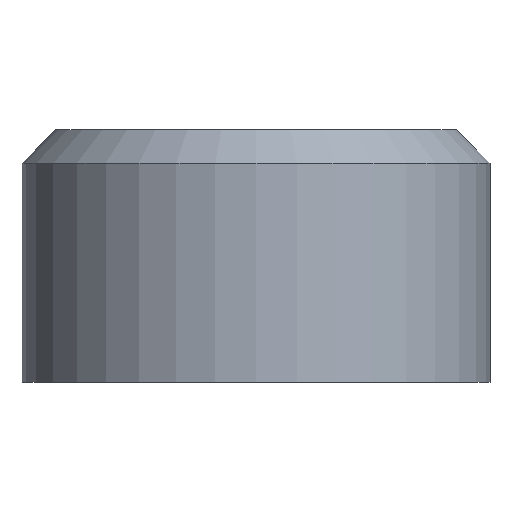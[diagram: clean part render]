
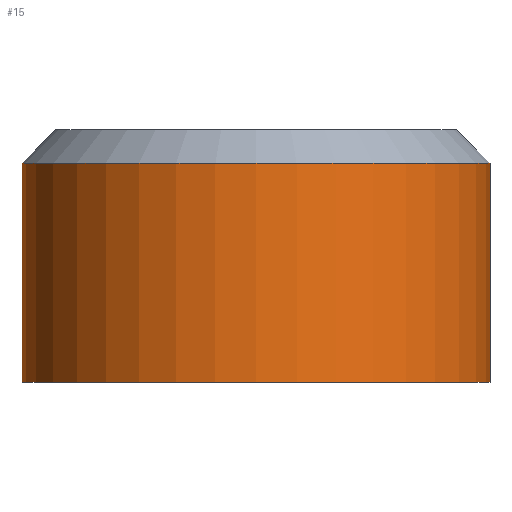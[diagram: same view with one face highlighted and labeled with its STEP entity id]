
A CAD part, front view. The second image highlights one B-rep face of the part: STEP entity #15.
In plain terms, the highlighted cylindrical face has radius 9.25 mm (diameter 18.5 mm), a partial arc.
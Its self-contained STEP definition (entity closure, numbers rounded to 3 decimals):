
#2 = EDGE_LOOP ( 'NONE', ( #17, #18, #86, #78 ) ) ;
#9 = EDGE_CURVE ( 'NONE', #43, #150, #114, .T. ) ;
#14 = VERTEX_POINT ( 'NONE', #208 ) ;
#15 = ADVANCED_FACE ( 'NONE', ( #207 ), #204, .T. ) ;
#17 = ORIENTED_EDGE ( 'NONE', *, *, #41, .F. ) ;
#18 = ORIENTED_EDGE ( 'NONE', *, *, #118, .T. ) ;
#41 = EDGE_CURVE ( 'NONE', #44, #14, #196, .T. ) ;
#43 = VERTEX_POINT ( 'NONE', #255 ) ;
#44 = VERTEX_POINT ( 'NONE', #234 ) ;
#78 = ORIENTED_EDGE ( 'NONE', *, *, #119, .F. ) ;
#86 = ORIENTED_EDGE ( 'NONE', *, *, #9, .T. ) ;
#111 = DIRECTION ( 'NONE',  ( 0., 0., 1. ) ) ;
#112 = VECTOR ( 'NONE', #111, 1000. ) ;
#113 = CARTESIAN_POINT ( 'NONE',  ( 9.25, 0., 0. ) ) ;
#114 = LINE ( 'NONE', #113, #112 ) ;
#118 = EDGE_CURVE ( 'NONE', #44, #43, #334, .T. ) ;
#119 = EDGE_CURVE ( 'NONE', #14, #150, #347, .T. ) ;
#150 = VERTEX_POINT ( 'NONE', #327 ) ;
#193 = DIRECTION ( 'NONE',  ( 0., 0., 1. ) ) ;
#194 = VECTOR ( 'NONE', #193, 1000. ) ;
#195 = CARTESIAN_POINT ( 'NONE',  ( -9.25, 0., 0. ) ) ;
#196 = LINE ( 'NONE', #195, #194 ) ;
#201 = DIRECTION ( 'NONE',  ( 1., 0., 0. ) ) ;
#202 = DIRECTION ( 'NONE',  ( 0., 0., 1. ) ) ;
#203 = AXIS2_PLACEMENT_3D ( 'NONE', #206, #202, #201 ) ;
#204 = CYLINDRICAL_SURFACE ( 'NONE', #203, 9.25 ) ;
#206 = CARTESIAN_POINT ( 'NONE',  ( 0., 0., 0. ) ) ;
#207 = FACE_OUTER_BOUND ( 'NONE', #2, .T. ) ;
#208 = CARTESIAN_POINT ( 'NONE',  ( -9.25, 0., -1.336 ) ) ;
#234 = CARTESIAN_POINT ( 'NONE',  ( -9.25, 0., -10. ) ) ;
#255 = CARTESIAN_POINT ( 'NONE',  ( 9.25, 0., -10. ) ) ;
#327 = CARTESIAN_POINT ( 'NONE',  ( 9.25, 0., -1.336 ) ) ;
#331 = DIRECTION ( 'NONE',  ( 0., 0., 1. ) ) ;
#332 = CARTESIAN_POINT ( 'NONE',  ( 0., 0., -10. ) ) ;
#333 = AXIS2_PLACEMENT_3D ( 'NONE', #332, #331, #348 ) ;
#334 = CIRCLE ( 'NONE', #333, 9.25 ) ;
#335 = CARTESIAN_POINT ( 'NONE',  ( 0., 0., -1.336 ) ) ;
#344 = DIRECTION ( 'NONE',  ( 1., 0., 0. ) ) ;
#345 = DIRECTION ( 'NONE',  ( 0., 0., 1. ) ) ;
#346 = AXIS2_PLACEMENT_3D ( 'NONE', #335, #345, #344 ) ;
#347 = CIRCLE ( 'NONE', #346, 9.25 ) ;
#348 = DIRECTION ( 'NONE',  ( 1., 0., 0. ) ) ;
